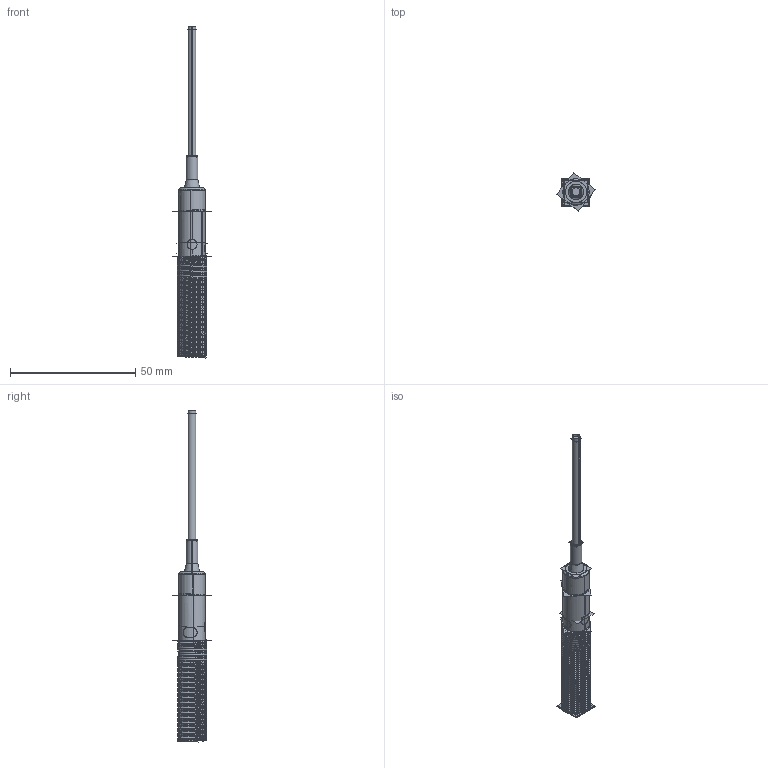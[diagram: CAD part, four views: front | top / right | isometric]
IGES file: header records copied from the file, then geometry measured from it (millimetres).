
Start section:  PTC IGES file: 137695_sm01.igs
Global section: file name: 137695_sm01.igs; native system: Creo Parametric by PTC Inc.; preprocessor: 2019292; author: PDMAdmin; organization: Unknown; date: 20220329.095011; units: millimetre
Bounding box: 15.43 x 15.43 x 132.79 mm (x, y, z)
Volume: 7030 mm3; surface area: 25481.3 mm2
Topology: 3 solids, 3 shells, 508 faces, 2742 edges, 3503 vertices
Faces by surface type: revolution 292, bspline 216
